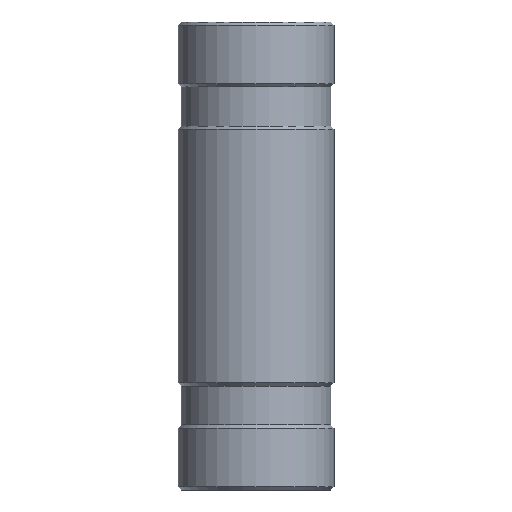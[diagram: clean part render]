
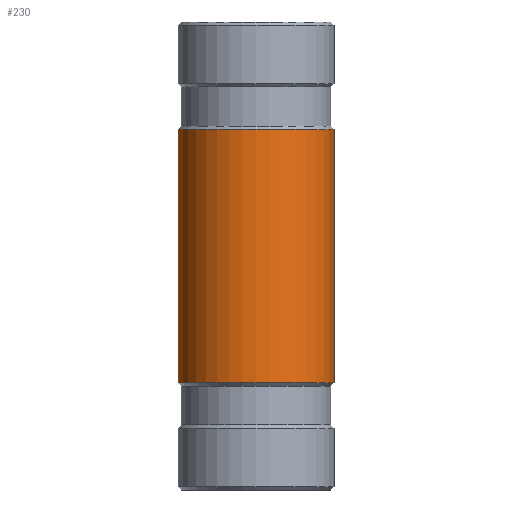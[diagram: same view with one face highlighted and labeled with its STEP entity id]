
A CAD part, front view. The second image highlights one B-rep face of the part: STEP entity #230.
In plain terms, the highlighted cylindrical face has radius 6 mm (diameter 12 mm), a full revolution.
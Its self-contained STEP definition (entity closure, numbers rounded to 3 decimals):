
#21=CYLINDRICAL_SURFACE('',#277,6.);
#33=FACE_OUTER_BOUND('',#51,.T.);
#51=EDGE_LOOP('',(#182,#183,#184,#185));
#65=LINE('',#413,#79);
#79=VECTOR('',#341,6.);
#96=CIRCLE('',#275,6.);
#98=CIRCLE('',#278,6.);
#113=VERTEX_POINT('',#405);
#115=VERTEX_POINT('',#411);
#135=EDGE_CURVE('',#113,#113,#96,.T.);
#138=EDGE_CURVE('',#115,#115,#98,.T.);
#139=EDGE_CURVE('',#115,#113,#65,.T.);
#182=ORIENTED_EDGE('',*,*,#138,.F.);
#183=ORIENTED_EDGE('',*,*,#139,.T.);
#184=ORIENTED_EDGE('',*,*,#135,.F.);
#185=ORIENTED_EDGE('',*,*,#139,.F.);
#230=ADVANCED_FACE('',(#33),#21,.T.);
#275=AXIS2_PLACEMENT_3D('',#406,#332,#333);
#277=AXIS2_PLACEMENT_3D('',#410,#337,#338);
#278=AXIS2_PLACEMENT_3D('',#412,#339,#340);
#332=DIRECTION('center_axis',(0.,0.,-1.));
#333=DIRECTION('ref_axis',(-1.,0.,0.));
#337=DIRECTION('center_axis',(0.,0.,1.));
#338=DIRECTION('ref_axis',(-1.,0.,0.));
#339=DIRECTION('center_axis',(0.,0.,1.));
#340=DIRECTION('ref_axis',(-1.,0.,0.));
#341=DIRECTION('',(0.,0.,-1.));
#405=CARTESIAN_POINT('',(6.,0.,-9.75));
#406=CARTESIAN_POINT('Origin',(0.,0.,-9.75));
#410=CARTESIAN_POINT('Origin',(0.,0.,0.));
#411=CARTESIAN_POINT('',(6.,0.,9.75));
#412=CARTESIAN_POINT('Origin',(0.,0.,9.75));
#413=CARTESIAN_POINT('',(6.,0.,0.));
